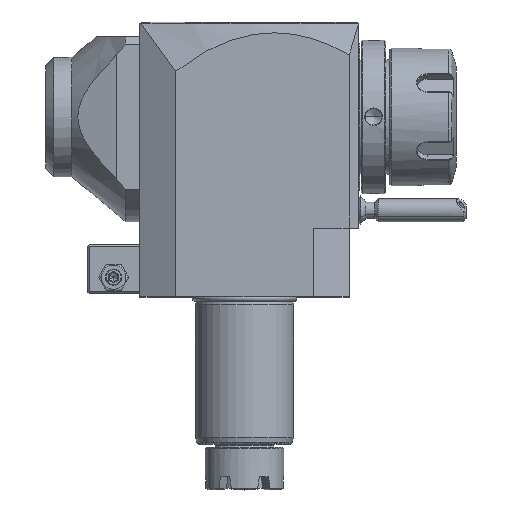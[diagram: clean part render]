
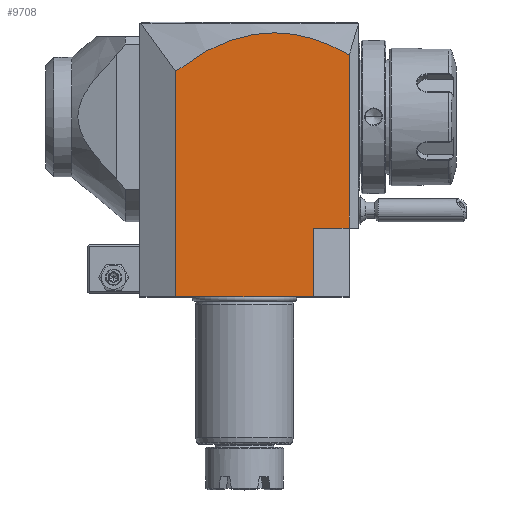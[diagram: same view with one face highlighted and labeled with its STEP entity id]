
A CAD part, top view. The second image highlights one B-rep face of the part: STEP entity #9708.
In plain terms, the highlighted planar face has unit normal (0, 0, 1).
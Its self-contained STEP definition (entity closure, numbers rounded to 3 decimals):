
#5=DIRECTION('',(-1.,0.,0.));
#6=VECTOR('',#5,42.);
#7=CARTESIAN_POINT('',(21.,0.,32.));
#8=LINE('',#7,#6);
#43=DIRECTION('',(0.,-1.,0.));
#44=VECTOR('',#43,68.907);
#45=CARTESIAN_POINT('',(-21.,68.907,32.));
#46=LINE('',#45,#44);
#67=CARTESIAN_POINT('',(-21.,68.907,32.));
#68=CARTESIAN_POINT('',(-12.549,75.594,32.));
#69=CARTESIAN_POINT('',(4.714,83.449,32.));
#70=CARTESIAN_POINT('',(22.752,79.415,32.));
#71=CARTESIAN_POINT('',(32.,73.883,32.));
#73=DIRECTION('',(0.,-1.,0.));
#74=VECTOR('',#73,52.883);
#75=CARTESIAN_POINT('',(32.,73.883,32.));
#76=LINE('',#75,#74);
#85=DIRECTION('',(0.,1.,0.));
#86=VECTOR('',#85,21.);
#87=CARTESIAN_POINT('',(21.,0.,32.));
#88=LINE('',#87,#86);
#97=DIRECTION('',(1.,0.,0.));
#98=VECTOR('',#97,11.);
#99=CARTESIAN_POINT('',(21.,21.,32.));
#100=LINE('',#99,#98);
#8955=VERTEX_POINT('',#67);
#8956=VERTEX_POINT('',#71);
#8957=CARTESIAN_POINT('',(32.,21.,32.));
#8958=VERTEX_POINT('',#8957);
#9012=CARTESIAN_POINT('',(21.,21.,32.));
#9013=VERTEX_POINT('',#9012);
#9426=CARTESIAN_POINT('',(-21.,0.,32.));
#9428=VERTEX_POINT('',#9426);
#9440=CARTESIAN_POINT('',(21.,0.,32.));
#9441=VERTEX_POINT('',#9440);
#9691=CARTESIAN_POINT('',(-35.103,21.,32.));
#9692=DIRECTION('',(0.,0.,1.));
#9693=DIRECTION('',(1.,0.,0.));
#9694=AXIS2_PLACEMENT_3D('',#9691,#9692,#9693);
#9695=PLANE('',#9694);
#9697=ORIENTED_EDGE('',*,*,#9696,.F.);
#9698=ORIENTED_EDGE('',*,*,#9643,.T.);
#9699=ORIENTED_EDGE('',*,*,#9677,.F.);
#9701=ORIENTED_EDGE('',*,*,#9700,.T.);
#9703=ORIENTED_EDGE('',*,*,#9702,.T.);
#9705=ORIENTED_EDGE('',*,*,#9704,.F.);
#9706=EDGE_LOOP('',(#9697,#9698,#9699,#9701,#9703,#9705));
#9707=FACE_OUTER_BOUND('',#9706,.F.);
#72=B_SPLINE_CURVE_WITH_KNOTS('',3,(#67,#68,#69,#70,#71),.UNSPECIFIED.,.F.,.F.,(
4,1,4),(0.,0.5,1.),.UNSPECIFIED.);
#9643=EDGE_CURVE('',#9441,#9428,#8,.T.);
#9677=EDGE_CURVE('',#8955,#9428,#46,.T.);
#9696=EDGE_CURVE('',#9441,#9013,#88,.T.);
#9700=EDGE_CURVE('',#8955,#8956,#72,.T.);
#9702=EDGE_CURVE('',#8956,#8958,#76,.T.);
#9704=EDGE_CURVE('',#9013,#8958,#100,.T.);
#9708=ADVANCED_FACE('',(#9707),#9695,.T.);
